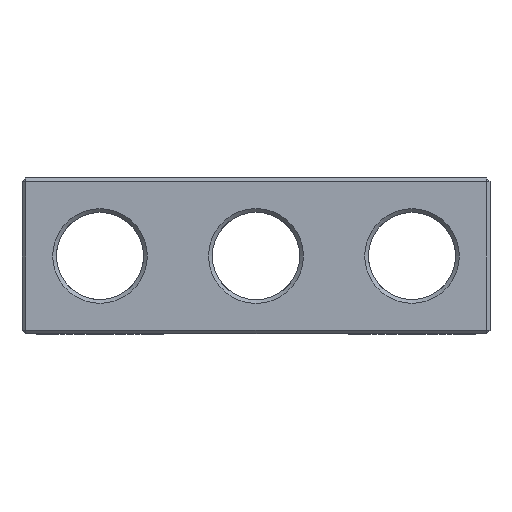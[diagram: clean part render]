
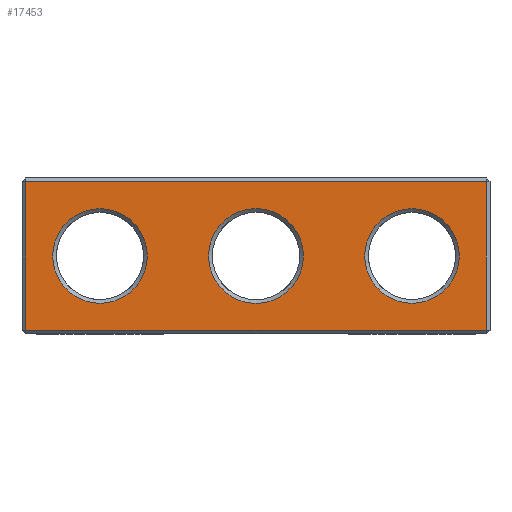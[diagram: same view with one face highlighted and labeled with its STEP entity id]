
A CAD part, front view. The second image highlights one B-rep face of the part: STEP entity #17453.
In plain terms, the highlighted planar face has unit normal (0, -1, 0).
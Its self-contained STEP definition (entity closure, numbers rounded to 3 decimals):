
#1553 = PLANE('',#1554);
#1554 = AXIS2_PLACEMENT_3D('',#1555,#1556,#1557);
#1555 = CARTESIAN_POINT('',(-31.25,-6.1,0.15));
#1556 = DIRECTION('',(0.,-0.707,-0.707));
#1557 = DIRECTION('',(-1.,-0.,-0.));
#10453 = VERTEX_POINT('',#10454);
#10454 = CARTESIAN_POINT('',(-30.95,-6.25,0.3));
#10480 = EDGE_CURVE('',#10453,#10481,#10483,.T.);
#10481 = VERTEX_POINT('',#10482);
#10482 = CARTESIAN_POINT('',(5.95,-6.25,0.3));
#10483 = SURFACE_CURVE('',#10484,(#10488,#10495),.PCURVE_S1.);
#10484 = LINE('',#10485,#10486);
#10485 = CARTESIAN_POINT('',(-31.25,-6.25,0.3));
#10486 = VECTOR('',#10487,1.);
#10487 = DIRECTION('',(1.,0.,0.));
#10488 = PCURVE('',#1553,#10489);
#10489 = DEFINITIONAL_REPRESENTATION('',(#10490),#10494);
#10490 = LINE('',#10491,#10492);
#10491 = CARTESIAN_POINT('',(-0.,-0.212));
#10492 = VECTOR('',#10493,1.);
#10493 = DIRECTION('',(-1.,0.));
#10494 = ( GEOMETRIC_REPRESENTATION_CONTEXT(2) 
PARAMETRIC_REPRESENTATION_CONTEXT() REPRESENTATION_CONTEXT('2D SPACE',''
  ) );
#10495 = PCURVE('',#10496,#10501);
#10496 = PLANE('',#10497);
#10497 = AXIS2_PLACEMENT_3D('',#10498,#10499,#10500);
#10498 = CARTESIAN_POINT('',(-31.25,-6.25,0.));
#10499 = DIRECTION('',(0.,1.,0.));
#10500 = DIRECTION('',(1.,0.,0.));
#10501 = DEFINITIONAL_REPRESENTATION('',(#10502),#10506);
#10502 = LINE('',#10503,#10504);
#10503 = CARTESIAN_POINT('',(0.,-0.3));
#10504 = VECTOR('',#10505,1.);
#10505 = DIRECTION('',(1.,0.));
#10506 = ( GEOMETRIC_REPRESENTATION_CONTEXT(2) 
PARAMETRIC_REPRESENTATION_CONTEXT() REPRESENTATION_CONTEXT('2D SPACE',''
  ) );
#16901 = PLANE('',#16902);
#16902 = AXIS2_PLACEMENT_3D('',#16903,#16904,#16905);
#16903 = CARTESIAN_POINT('',(6.1,-6.1,0.));
#16904 = DIRECTION('',(0.707,-0.707,0.));
#16905 = DIRECTION('',(-0.,-0.,-1.));
#17442 = PLANE('',#17443);
#17443 = AXIS2_PLACEMENT_3D('',#17444,#17445,#17446);
#17444 = CARTESIAN_POINT('',(-31.1,-6.1,0.));
#17445 = DIRECTION('',(-0.707,-0.707,0.));
#17446 = DIRECTION('',(-0.,-0.,-1.));
#17453 = ADVANCED_FACE('',(#17454,#17529,#17564,#17595),#10496,.F.);
#17454 = FACE_BOUND('',#17455,.F.);
#17455 = EDGE_LOOP('',(#17456,#17486,#17507,#17508));
#17456 = ORIENTED_EDGE('',*,*,#17457,.T.);
#17457 = EDGE_CURVE('',#17458,#17460,#17462,.T.);
#17458 = VERTEX_POINT('',#17459);
#17459 = CARTESIAN_POINT('',(-30.95,-6.25,12.2));
#17460 = VERTEX_POINT('',#17461);
#17461 = CARTESIAN_POINT('',(5.95,-6.25,12.2));
#17462 = SURFACE_CURVE('',#17463,(#17467,#17474),.PCURVE_S1.);
#17463 = LINE('',#17464,#17465);
#17464 = CARTESIAN_POINT('',(-31.25,-6.25,12.2));
#17465 = VECTOR('',#17466,1.);
#17466 = DIRECTION('',(1.,0.,0.));
#17467 = PCURVE('',#10496,#17468);
#17468 = DEFINITIONAL_REPRESENTATION('',(#17469),#17473);
#17469 = LINE('',#17470,#17471);
#17470 = CARTESIAN_POINT('',(0.,-12.2));
#17471 = VECTOR('',#17472,1.);
#17472 = DIRECTION('',(1.,0.));
#17473 = ( GEOMETRIC_REPRESENTATION_CONTEXT(2) 
PARAMETRIC_REPRESENTATION_CONTEXT() REPRESENTATION_CONTEXT('2D SPACE',''
  ) );
#17474 = PCURVE('',#17475,#17480);
#17475 = PLANE('',#17476);
#17476 = AXIS2_PLACEMENT_3D('',#17477,#17478,#17479);
#17477 = CARTESIAN_POINT('',(-31.25,-6.1,12.35));
#17478 = DIRECTION('',(0.,0.707,-0.707));
#17479 = DIRECTION('',(-1.,-0.,-0.));
#17480 = DEFINITIONAL_REPRESENTATION('',(#17481),#17485);
#17481 = LINE('',#17482,#17483);
#17482 = CARTESIAN_POINT('',(-0.,-0.212));
#17483 = VECTOR('',#17484,1.);
#17484 = DIRECTION('',(-1.,0.));
#17485 = ( GEOMETRIC_REPRESENTATION_CONTEXT(2) 
PARAMETRIC_REPRESENTATION_CONTEXT() REPRESENTATION_CONTEXT('2D SPACE',''
  ) );
#17486 = ORIENTED_EDGE('',*,*,#17487,.F.);
#17487 = EDGE_CURVE('',#10481,#17460,#17488,.T.);
#17488 = SURFACE_CURVE('',#17489,(#17493,#17500),.PCURVE_S1.);
#17489 = LINE('',#17490,#17491);
#17490 = CARTESIAN_POINT('',(5.95,-6.25,0.));
#17491 = VECTOR('',#17492,1.);
#17492 = DIRECTION('',(0.,0.,1.));
#17493 = PCURVE('',#10496,#17494);
#17494 = DEFINITIONAL_REPRESENTATION('',(#17495),#17499);
#17495 = LINE('',#17496,#17497);
#17496 = CARTESIAN_POINT('',(37.2,0.));
#17497 = VECTOR('',#17498,1.);
#17498 = DIRECTION('',(0.,-1.));
#17499 = ( GEOMETRIC_REPRESENTATION_CONTEXT(2) 
PARAMETRIC_REPRESENTATION_CONTEXT() REPRESENTATION_CONTEXT('2D SPACE',''
  ) );
#17500 = PCURVE('',#16901,#17501);
#17501 = DEFINITIONAL_REPRESENTATION('',(#17502),#17506);
#17502 = LINE('',#17503,#17504);
#17503 = CARTESIAN_POINT('',(-0.,-0.212));
#17504 = VECTOR('',#17505,1.);
#17505 = DIRECTION('',(-1.,0.));
#17506 = ( GEOMETRIC_REPRESENTATION_CONTEXT(2) 
PARAMETRIC_REPRESENTATION_CONTEXT() REPRESENTATION_CONTEXT('2D SPACE',''
  ) );
#17507 = ORIENTED_EDGE('',*,*,#10480,.F.);
#17508 = ORIENTED_EDGE('',*,*,#17509,.T.);
#17509 = EDGE_CURVE('',#10453,#17458,#17510,.T.);
#17510 = SURFACE_CURVE('',#17511,(#17515,#17522),.PCURVE_S1.);
#17511 = LINE('',#17512,#17513);
#17512 = CARTESIAN_POINT('',(-30.95,-6.25,0.));
#17513 = VECTOR('',#17514,1.);
#17514 = DIRECTION('',(0.,0.,1.));
#17515 = PCURVE('',#10496,#17516);
#17516 = DEFINITIONAL_REPRESENTATION('',(#17517),#17521);
#17517 = LINE('',#17518,#17519);
#17518 = CARTESIAN_POINT('',(0.3,0.));
#17519 = VECTOR('',#17520,1.);
#17520 = DIRECTION('',(0.,-1.));
#17521 = ( GEOMETRIC_REPRESENTATION_CONTEXT(2) 
PARAMETRIC_REPRESENTATION_CONTEXT() REPRESENTATION_CONTEXT('2D SPACE',''
  ) );
#17522 = PCURVE('',#17442,#17523);
#17523 = DEFINITIONAL_REPRESENTATION('',(#17524),#17528);
#17524 = LINE('',#17525,#17526);
#17525 = CARTESIAN_POINT('',(-0.,0.212));
#17526 = VECTOR('',#17527,1.);
#17527 = DIRECTION('',(-1.,0.));
#17528 = ( GEOMETRIC_REPRESENTATION_CONTEXT(2) 
PARAMETRIC_REPRESENTATION_CONTEXT() REPRESENTATION_CONTEXT('2D SPACE',''
  ) );
#17529 = FACE_BOUND('',#17530,.F.);
#17530 = EDGE_LOOP('',(#17531));
#17531 = ORIENTED_EDGE('',*,*,#17532,.T.);
#17532 = EDGE_CURVE('',#17533,#17533,#17535,.T.);
#17533 = VERTEX_POINT('',#17534);
#17534 = CARTESIAN_POINT('',(-25.,-6.25,10.04));
#17535 = SURFACE_CURVE('',#17536,(#17541,#17552),.PCURVE_S1.);
#17536 = CIRCLE('',#17537,3.79);
#17537 = AXIS2_PLACEMENT_3D('',#17538,#17539,#17540);
#17538 = CARTESIAN_POINT('',(-25.,-6.25,6.25));
#17539 = DIRECTION('',(0.,-1.,0.));
#17540 = DIRECTION('',(0.,0.,1.));
#17541 = PCURVE('',#10496,#17542);
#17542 = DEFINITIONAL_REPRESENTATION('',(#17543),#17551);
#17543 = ( BOUNDED_CURVE() B_SPLINE_CURVE(2,(#17544,#17545,#17546,#17547
    ,#17548,#17549,#17550),.UNSPECIFIED.,.T.,.F.) 
B_SPLINE_CURVE_WITH_KNOTS((1,2,2,2,2,1),(-2.094,0.,
    2.094,4.189,6.283,8.378),
.UNSPECIFIED.) CURVE() GEOMETRIC_REPRESENTATION_ITEM() 
RATIONAL_B_SPLINE_CURVE((1.,0.5,1.,0.5,1.,0.5,1.)) REPRESENTATION_ITEM(
  '') );
#17544 = CARTESIAN_POINT('',(6.25,-10.04));
#17545 = CARTESIAN_POINT('',(-0.314,-10.04));
#17546 = CARTESIAN_POINT('',(2.968,-4.355));
#17547 = CARTESIAN_POINT('',(6.25,1.33));
#17548 = CARTESIAN_POINT('',(9.532,-4.355));
#17549 = CARTESIAN_POINT('',(12.814,-10.04));
#17550 = CARTESIAN_POINT('',(6.25,-10.04));
#17551 = ( GEOMETRIC_REPRESENTATION_CONTEXT(2) 
PARAMETRIC_REPRESENTATION_CONTEXT() REPRESENTATION_CONTEXT('2D SPACE',''
  ) );
#17552 = PCURVE('',#17553,#17558);
#17553 = CONICAL_SURFACE('',#17554,3.49,0.785);
#17554 = AXIS2_PLACEMENT_3D('',#17555,#17556,#17557);
#17555 = CARTESIAN_POINT('',(-25.,-5.95,6.25));
#17556 = DIRECTION('',(0.,-1.,0.));
#17557 = DIRECTION('',(0.,0.,1.));
#17558 = DEFINITIONAL_REPRESENTATION('',(#17559),#17563);
#17559 = LINE('',#17560,#17561);
#17560 = CARTESIAN_POINT('',(0.,0.3));
#17561 = VECTOR('',#17562,1.);
#17562 = DIRECTION('',(1.,0.));
#17563 = ( GEOMETRIC_REPRESENTATION_CONTEXT(2) 
PARAMETRIC_REPRESENTATION_CONTEXT() REPRESENTATION_CONTEXT('2D SPACE',''
  ) );
#17564 = FACE_BOUND('',#17565,.F.);
#17565 = EDGE_LOOP('',(#17566));
#17566 = ORIENTED_EDGE('',*,*,#17567,.F.);
#17567 = EDGE_CURVE('',#17568,#17568,#17570,.T.);
#17568 = VERTEX_POINT('',#17569);
#17569 = CARTESIAN_POINT('',(-12.5,-6.25,10.05));
#17570 = SURFACE_CURVE('',#17571,(#17576,#17583),.PCURVE_S1.);
#17571 = CIRCLE('',#17572,3.8);
#17572 = AXIS2_PLACEMENT_3D('',#17573,#17574,#17575);
#17573 = CARTESIAN_POINT('',(-12.5,-6.25,6.25));
#17574 = DIRECTION('',(0.,1.,0.));
#17575 = DIRECTION('',(0.,0.,1.));
#17576 = PCURVE('',#10496,#17577);
#17577 = DEFINITIONAL_REPRESENTATION('',(#17578),#17582);
#17578 = CIRCLE('',#17579,3.8);
#17579 = AXIS2_PLACEMENT_2D('',#17580,#17581);
#17580 = CARTESIAN_POINT('',(18.75,-6.25));
#17581 = DIRECTION('',(0.,-1.));
#17582 = ( GEOMETRIC_REPRESENTATION_CONTEXT(2) 
PARAMETRIC_REPRESENTATION_CONTEXT() REPRESENTATION_CONTEXT('2D SPACE',''
  ) );
#17583 = PCURVE('',#17584,#17589);
#17584 = CONICAL_SURFACE('',#17585,3.5,0.785);
#17585 = AXIS2_PLACEMENT_3D('',#17586,#17587,#17588);
#17586 = CARTESIAN_POINT('',(-12.5,-5.95,6.25));
#17587 = DIRECTION('',(0.,-1.,0.));
#17588 = DIRECTION('',(0.,0.,1.));
#17589 = DEFINITIONAL_REPRESENTATION('',(#17590),#17594);
#17590 = LINE('',#17591,#17592);
#17591 = CARTESIAN_POINT('',(-0.,0.3));
#17592 = VECTOR('',#17593,1.);
#17593 = DIRECTION('',(-1.,0.));
#17594 = ( GEOMETRIC_REPRESENTATION_CONTEXT(2) 
PARAMETRIC_REPRESENTATION_CONTEXT() REPRESENTATION_CONTEXT('2D SPACE',''
  ) );
#17595 = FACE_BOUND('',#17596,.F.);
#17596 = EDGE_LOOP('',(#17597));
#17597 = ORIENTED_EDGE('',*,*,#17598,.F.);
#17598 = EDGE_CURVE('',#17599,#17599,#17601,.T.);
#17599 = VERTEX_POINT('',#17600);
#17600 = CARTESIAN_POINT('',(0.,-6.25,10.04));
#17601 = SURFACE_CURVE('',#17602,(#17607,#17614),.PCURVE_S1.);
#17602 = CIRCLE('',#17603,3.79);
#17603 = AXIS2_PLACEMENT_3D('',#17604,#17605,#17606);
#17604 = CARTESIAN_POINT('',(0.,-6.25,6.25));
#17605 = DIRECTION('',(0.,1.,0.));
#17606 = DIRECTION('',(0.,0.,1.));
#17607 = PCURVE('',#10496,#17608);
#17608 = DEFINITIONAL_REPRESENTATION('',(#17609),#17613);
#17609 = CIRCLE('',#17610,3.79);
#17610 = AXIS2_PLACEMENT_2D('',#17611,#17612);
#17611 = CARTESIAN_POINT('',(31.25,-6.25));
#17612 = DIRECTION('',(0.,-1.));
#17613 = ( GEOMETRIC_REPRESENTATION_CONTEXT(2) 
PARAMETRIC_REPRESENTATION_CONTEXT() REPRESENTATION_CONTEXT('2D SPACE',''
  ) );
#17614 = PCURVE('',#17615,#17620);
#17615 = CONICAL_SURFACE('',#17616,3.79,0.785);
#17616 = AXIS2_PLACEMENT_3D('',#17617,#17618,#17619);
#17617 = CARTESIAN_POINT('',(0.,-6.25,6.25));
#17618 = DIRECTION('',(0.,-1.,0.));
#17619 = DIRECTION('',(0.,0.,1.));
#17620 = DEFINITIONAL_REPRESENTATION('',(#17621),#17625);
#17621 = LINE('',#17622,#17623);
#17622 = CARTESIAN_POINT('',(-0.,-0.));
#17623 = VECTOR('',#17624,1.);
#17624 = DIRECTION('',(-1.,-0.));
#17625 = ( GEOMETRIC_REPRESENTATION_CONTEXT(2) 
PARAMETRIC_REPRESENTATION_CONTEXT() REPRESENTATION_CONTEXT('2D SPACE',''
  ) );
